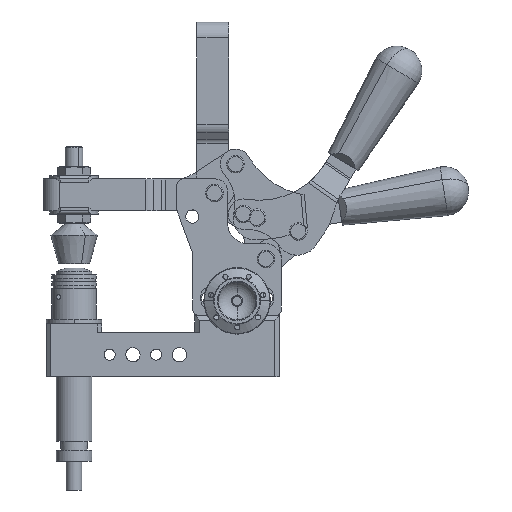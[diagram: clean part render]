
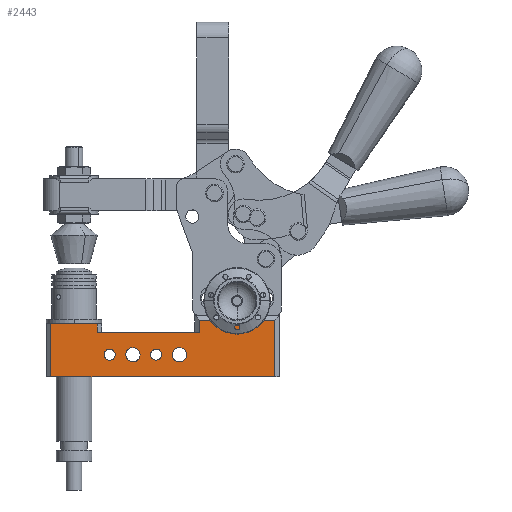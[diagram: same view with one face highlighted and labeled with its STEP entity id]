
A CAD part, left-side view. The second image highlights one B-rep face of the part: STEP entity #2443.
In plain terms, the highlighted planar face has unit normal (-1, 0, 0).
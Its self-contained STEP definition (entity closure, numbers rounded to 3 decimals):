
#1610=AXIS2_PLACEMENT_3D('Circle Axis2P3D',#1608,#1609,$) ;
#1657=AXIS2_PLACEMENT_3D('Circle Axis2P3D',#1655,#1656,$) ;
#1698=AXIS2_PLACEMENT_3D('Circle Axis2P3D',#1696,#1697,$) ;
#1745=AXIS2_PLACEMENT_3D('Circle Axis2P3D',#1743,#1744,$) ;
#1783=AXIS2_PLACEMENT_3D('Circle Axis2P3D',#1781,#1782,$) ;
#1827=AXIS2_PLACEMENT_3D('Circle Axis2P3D',#1825,#1826,$) ;
#1865=AXIS2_PLACEMENT_3D('Circle Axis2P3D',#1863,#1864,$) ;
#1909=AXIS2_PLACEMENT_3D('Circle Axis2P3D',#1907,#1908,$) ;
#2379=AXIS2_PLACEMENT_3D('Plane Axis2P3D',#2376,#2377,#2378) ;
#2383=AXIS2_PLACEMENT_3D('Circle Axis2P3D',#2381,#2382,$) ;
#871=CARTESIAN_POINT('Vertex',(-12.5,2.,25.6)) ;
#874=CARTESIAN_POINT('Line Origine',(-12.5,2.,18.)) ;
#878=CARTESIAN_POINT('Vertex',(-12.5,2.,0.)) ;
#916=CARTESIAN_POINT('Vertex',(-12.5,36.,20.)) ;
#919=CARTESIAN_POINT('Line Origine',(-12.5,36.,16.84)) ;
#923=CARTESIAN_POINT('Vertex',(-12.5,36.,25.6)) ;
#1605=CARTESIAN_POINT('Vertex',(-12.5,68.852,8.442)) ;
#1608=CARTESIAN_POINT('Axis2P3D Location',(-12.5,66.,10.)) ;
#1612=CARTESIAN_POINT('Vertex',(-12.5,63.148,11.558)) ;
#1655=CARTESIAN_POINT('Axis2P3D Location',(-12.5,66.,10.)) ;
#1693=CARTESIAN_POINT('Vertex',(-12.5,47.852,8.442)) ;
#1696=CARTESIAN_POINT('Axis2P3D Location',(-12.5,45.,10.)) ;
#1700=CARTESIAN_POINT('Vertex',(-12.5,42.148,11.558)) ;
#1743=CARTESIAN_POINT('Axis2P3D Location',(-12.5,45.,10.)) ;
#1778=CARTESIAN_POINT('Vertex',(-12.5,57.694,8.801)) ;
#1781=CARTESIAN_POINT('Axis2P3D Location',(-12.5,55.5,10.)) ;
#1785=CARTESIAN_POINT('Vertex',(-12.5,53.306,11.199)) ;
#1825=CARTESIAN_POINT('Axis2P3D Location',(-12.5,55.5,10.)) ;
#1860=CARTESIAN_POINT('Vertex',(-12.5,78.694,8.801)) ;
#1863=CARTESIAN_POINT('Axis2P3D Location',(-12.5,76.5,10.)) ;
#1867=CARTESIAN_POINT('Vertex',(-12.5,74.306,11.199)) ;
#1907=CARTESIAN_POINT('Axis2P3D Location',(-12.5,76.5,10.)) ;
#2285=CARTESIAN_POINT('Vertex',(-12.5,82.,24.)) ;
#2288=CARTESIAN_POINT('Line Origine',(-12.5,82.,13.8)) ;
#2292=CARTESIAN_POINT('Vertex',(-12.5,82.,20.)) ;
#2350=CARTESIAN_POINT('Line Origine',(-12.5,103.,13.8)) ;
#2354=CARTESIAN_POINT('Vertex',(-12.5,103.,24.)) ;
#2356=CARTESIAN_POINT('Vertex',(-12.5,103.,0.)) ;
#2376=CARTESIAN_POINT('Axis2P3D Location',(-12.5,0.,0.)) ;
#2381=CARTESIAN_POINT('Axis2P3D Location',(-12.5,19.,34.3)) ;
#2385=CARTESIAN_POINT('Vertex',(-12.5,16.696,25.6)) ;
#2387=CARTESIAN_POINT('Vertex',(-12.5,21.304,25.6)) ;
#2390=CARTESIAN_POINT('Line Origine',(-12.5,28.652,25.6)) ;
#2395=CARTESIAN_POINT('Line Origine',(-12.5,59.,20.)) ;
#2400=CARTESIAN_POINT('Line Origine',(-12.5,92.5,24.)) ;
#2405=CARTESIAN_POINT('Line Origine',(-12.5,52.5,0.)) ;
#2410=CARTESIAN_POINT('Line Origine',(-12.5,9.348,25.6)) ;
#875=DIRECTION('Vector Direction',(0.,0.,1.)) ;
#920=DIRECTION('Vector Direction',(0.,0.,1.)) ;
#1609=DIRECTION('Axis2P3D Direction',(-1.,0.,-0.)) ;
#1656=DIRECTION('Axis2P3D Direction',(-1.,0.,-0.)) ;
#1697=DIRECTION('Axis2P3D Direction',(-1.,0.,-0.)) ;
#1744=DIRECTION('Axis2P3D Direction',(-1.,0.,-0.)) ;
#1782=DIRECTION('Axis2P3D Direction',(-1.,0.,-0.)) ;
#1826=DIRECTION('Axis2P3D Direction',(-1.,0.,-0.)) ;
#1864=DIRECTION('Axis2P3D Direction',(-1.,0.,-0.)) ;
#1908=DIRECTION('Axis2P3D Direction',(-1.,0.,-0.)) ;
#2289=DIRECTION('Vector Direction',(0.,0.,-1.)) ;
#2351=DIRECTION('Vector Direction',(0.,0.,-1.)) ;
#2377=DIRECTION('Axis2P3D Direction',(1.,0.,0.)) ;
#2378=DIRECTION('Axis2P3D XDirection',(0.,1.,0.)) ;
#2382=DIRECTION('Axis2P3D Direction',(1.,0.,0.)) ;
#2391=DIRECTION('Vector Direction',(0.,1.,0.)) ;
#2396=DIRECTION('Vector Direction',(0.,1.,0.)) ;
#2401=DIRECTION('Vector Direction',(0.,-1.,0.)) ;
#2406=DIRECTION('Vector Direction',(0.,-1.,0.)) ;
#2411=DIRECTION('Vector Direction',(0.,1.,0.)) ;
#876=VECTOR('Line Direction',#875,1.) ;
#921=VECTOR('Line Direction',#920,1.) ;
#2290=VECTOR('Line Direction',#2289,1.) ;
#2352=VECTOR('Line Direction',#2351,1.) ;
#2392=VECTOR('Line Direction',#2391,1.) ;
#2397=VECTOR('Line Direction',#2396,1.) ;
#2402=VECTOR('Line Direction',#2401,1.) ;
#2407=VECTOR('Line Direction',#2406,1.) ;
#2412=VECTOR('Line Direction',#2411,1.) ;
#2416=ORIENTED_EDGE('',*,*,#2389,.T.) ;
#2417=ORIENTED_EDGE('',*,*,#2394,.T.) ;
#2418=ORIENTED_EDGE('',*,*,#925,.F.) ;
#2419=ORIENTED_EDGE('',*,*,#2399,.F.) ;
#2420=ORIENTED_EDGE('',*,*,#2294,.T.) ;
#2421=ORIENTED_EDGE('',*,*,#2404,.F.) ;
#2422=ORIENTED_EDGE('',*,*,#2358,.T.) ;
#2423=ORIENTED_EDGE('',*,*,#2409,.T.) ;
#2424=ORIENTED_EDGE('',*,*,#880,.T.) ;
#2425=ORIENTED_EDGE('',*,*,#2414,.T.) ;
#2428=ORIENTED_EDGE('',*,*,#1659,.T.) ;
#2429=ORIENTED_EDGE('',*,*,#1614,.T.) ;
#2432=ORIENTED_EDGE('',*,*,#1747,.T.) ;
#2433=ORIENTED_EDGE('',*,*,#1702,.T.) ;
#2436=ORIENTED_EDGE('',*,*,#1829,.T.) ;
#2437=ORIENTED_EDGE('',*,*,#1787,.T.) ;
#2440=ORIENTED_EDGE('',*,*,#1911,.T.) ;
#2441=ORIENTED_EDGE('',*,*,#1869,.T.) ;
#2430=FACE_BOUND('',#2427,.T.) ;
#2434=FACE_BOUND('',#2431,.T.) ;
#2438=FACE_BOUND('',#2435,.T.) ;
#2442=FACE_BOUND('',#2439,.T.) ;
#2443=ADVANCED_FACE('PartBody',(#2426,#2430,#2434,#2438,#2442),#2380,.F.) ;
#1611=CIRCLE('generated circle',#1610,3.25) ;
#1658=CIRCLE('generated circle',#1657,3.25) ;
#1699=CIRCLE('generated circle',#1698,3.25) ;
#1746=CIRCLE('generated circle',#1745,3.25) ;
#1784=CIRCLE('generated circle',#1783,2.5) ;
#1828=CIRCLE('generated circle',#1827,2.5) ;
#1866=CIRCLE('generated circle',#1865,2.5) ;
#1910=CIRCLE('generated circle',#1909,2.5) ;
#2384=CIRCLE('generated circle',#2383,9.) ;
#880=EDGE_CURVE('',#879,#872,#877,.T.) ;
#925=EDGE_CURVE('',#917,#924,#922,.T.) ;
#1614=EDGE_CURVE('',#1613,#1606,#1611,.F.) ;
#1659=EDGE_CURVE('',#1606,#1613,#1658,.F.) ;
#1702=EDGE_CURVE('',#1701,#1694,#1699,.F.) ;
#1747=EDGE_CURVE('',#1694,#1701,#1746,.F.) ;
#1787=EDGE_CURVE('',#1786,#1779,#1784,.F.) ;
#1829=EDGE_CURVE('',#1779,#1786,#1828,.F.) ;
#1869=EDGE_CURVE('',#1868,#1861,#1866,.F.) ;
#1911=EDGE_CURVE('',#1861,#1868,#1910,.F.) ;
#2294=EDGE_CURVE('',#2293,#2286,#2291,.F.) ;
#2358=EDGE_CURVE('',#2355,#2357,#2353,.T.) ;
#2389=EDGE_CURVE('',#2386,#2388,#2384,.T.) ;
#2394=EDGE_CURVE('',#2388,#924,#2393,.T.) ;
#2399=EDGE_CURVE('',#2293,#917,#2398,.F.) ;
#2404=EDGE_CURVE('',#2355,#2286,#2403,.T.) ;
#2409=EDGE_CURVE('',#2357,#879,#2408,.T.) ;
#2414=EDGE_CURVE('',#872,#2386,#2413,.T.) ;
#2415=EDGE_LOOP('',(#2416,#2417,#2418,#2419,#2420,#2421,#2422,#2423,#2424,#2425)) ;
#2427=EDGE_LOOP('',(#2428,#2429)) ;
#2431=EDGE_LOOP('',(#2432,#2433)) ;
#2435=EDGE_LOOP('',(#2436,#2437)) ;
#2439=EDGE_LOOP('',(#2440,#2441)) ;
#2426=FACE_OUTER_BOUND('',#2415,.T.) ;
#877=LINE('Line',#874,#876) ;
#922=LINE('Line',#919,#921) ;
#2291=LINE('Line',#2288,#2290) ;
#2353=LINE('Line',#2350,#2352) ;
#2393=LINE('Line',#2390,#2392) ;
#2398=LINE('Line',#2395,#2397) ;
#2403=LINE('Line',#2400,#2402) ;
#2408=LINE('Line',#2405,#2407) ;
#2413=LINE('Line',#2410,#2412) ;
#2380=PLANE('Plane',#2379) ;
#872=VERTEX_POINT('',#871) ;
#879=VERTEX_POINT('',#878) ;
#917=VERTEX_POINT('',#916) ;
#924=VERTEX_POINT('',#923) ;
#1606=VERTEX_POINT('',#1605) ;
#1613=VERTEX_POINT('',#1612) ;
#1694=VERTEX_POINT('',#1693) ;
#1701=VERTEX_POINT('',#1700) ;
#1779=VERTEX_POINT('',#1778) ;
#1786=VERTEX_POINT('',#1785) ;
#1861=VERTEX_POINT('',#1860) ;
#1868=VERTEX_POINT('',#1867) ;
#2286=VERTEX_POINT('',#2285) ;
#2293=VERTEX_POINT('',#2292) ;
#2355=VERTEX_POINT('',#2354) ;
#2357=VERTEX_POINT('',#2356) ;
#2386=VERTEX_POINT('',#2385) ;
#2388=VERTEX_POINT('',#2387) ;
